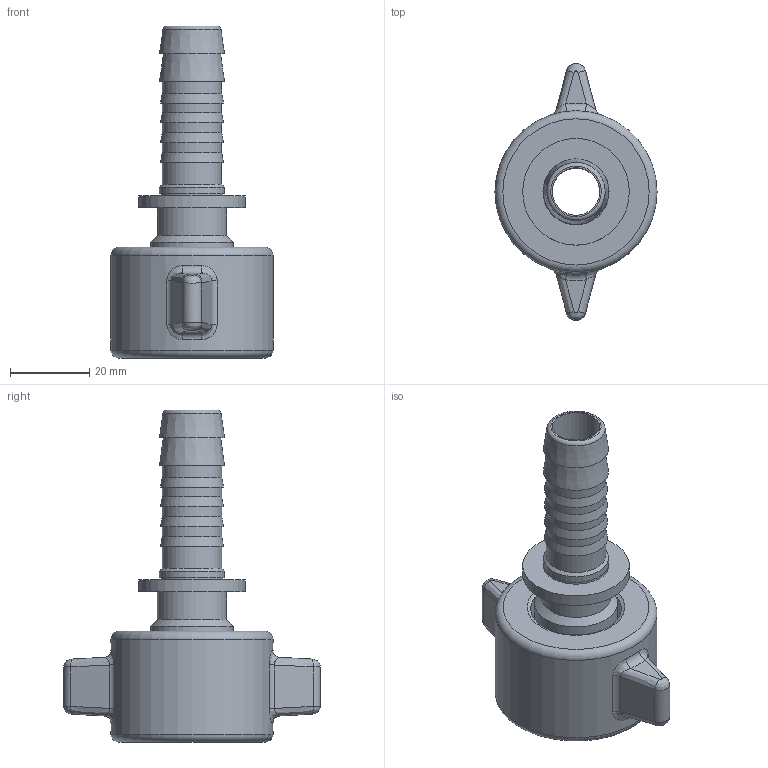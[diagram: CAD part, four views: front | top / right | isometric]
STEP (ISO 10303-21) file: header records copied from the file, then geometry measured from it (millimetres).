
FILE_DESCRIPTION(/* description */ (''),/* implementation_level */ '2;1');
FILE_NAME(/* name */ '32_15_s.stp',/* time_stamp */ '2020-04-09T12:42:20+02:00',/* author */ ('schnellinger'),/* organization */ (''),/* preprocessor_version */ 'ST-DEVELOPER v17',/* originating_system */ 'Autodesk Inventor 2018',/* authorisation */ '0 mm^3');
FILE_SCHEMA (('AUTOMOTIVE_DESIGN { 1 0 10303 214 3 1 1 }'));
Length unit declared in the file: millimetre
Products named in the file (1): LUE_00025727
Bounding box: 41 x 64.99 x 84 mm (x, y, z)
Volume: 31852.1 mm3; surface area: 19067 mm2
Topology: 4 solids, 4 shells, 100 faces, 253 edges, 174 vertices
Faces by surface type: cylinder 24, plane 23, bspline 20, cone 19, torus 14
Full cylindrical faces by diameter (mm): 12 x1, 15 x6, 15.7 x1, 16.5 x1, 16.7 x1, 17.5 x1, 21 x1, 23 x1, 27 x1, 28 x1, 29.278 x1, 34 x1, 41 x1
Entity records: 3862 total; most frequent: CARTESIAN_POINT 1224, DIRECTION 543, ORIENTED_EDGE 506, EDGE_CURVE 253, AXIS2_PLACEMENT_3D 249, VERTEX_POINT 174, CIRCLE 168, EDGE_LOOP 121
